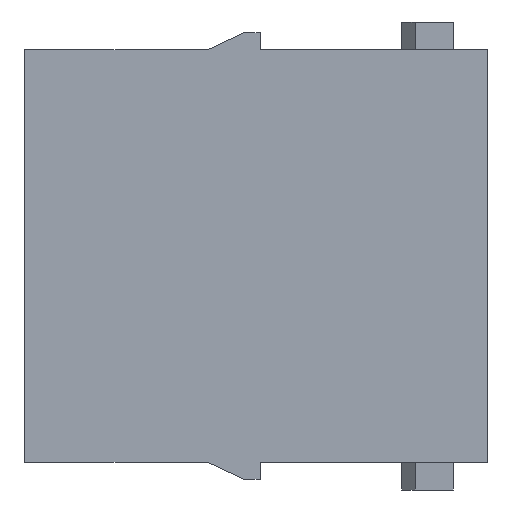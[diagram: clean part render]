
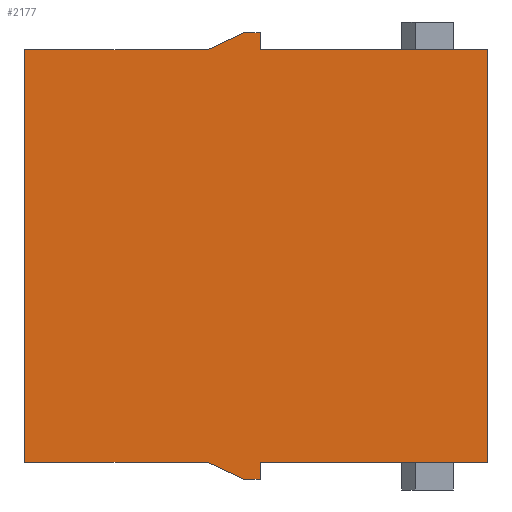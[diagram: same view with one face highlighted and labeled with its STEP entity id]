
A CAD part, left-side view. The second image highlights one B-rep face of the part: STEP entity #2177.
In plain terms, the highlighted planar face has unit normal (-1, 0, 0).
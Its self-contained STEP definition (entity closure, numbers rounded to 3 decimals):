
#2177=ADVANCED_FACE('',(#2877),#2534,.T.);
#2534=PLANE('',#10651);
#2877=FACE_OUTER_BOUND('',#3672,.T.);
#3672=EDGE_LOOP('',(#5889,#5890,#5891,#5892,#5893,#5894,#5895,#5896,#5897,
#5898,#5899,#5900));
#5889=ORIENTED_EDGE('',*,*,#7948,.T.);
#5890=ORIENTED_EDGE('',*,*,#7943,.T.);
#5891=ORIENTED_EDGE('',*,*,#7939,.T.);
#5892=ORIENTED_EDGE('',*,*,#7950,.T.);
#5893=ORIENTED_EDGE('',*,*,#7937,.F.);
#5894=ORIENTED_EDGE('',*,*,#7933,.F.);
#5895=ORIENTED_EDGE('',*,*,#7912,.T.);
#5896=ORIENTED_EDGE('',*,*,#7915,.T.);
#5897=ORIENTED_EDGE('',*,*,#7917,.T.);
#5898=ORIENTED_EDGE('',*,*,#7932,.F.);
#5899=ORIENTED_EDGE('',*,*,#7951,.F.);
#5900=ORIENTED_EDGE('',*,*,#7952,.T.);
#6783=VERTEX_POINT('',#15671);
#6784=VERTEX_POINT('',#15672);
#6785=VERTEX_POINT('',#15677);
#6786=VERTEX_POINT('',#15681);
#6796=VERTEX_POINT('',#15710);
#6797=VERTEX_POINT('',#15713);
#6800=VERTEX_POINT('',#15721);
#6801=VERTEX_POINT('',#15725);
#6802=VERTEX_POINT('',#15726);
#6805=VERTEX_POINT('',#15734);
#6808=VERTEX_POINT('',#15744);
#6809=VERTEX_POINT('',#15749);
#7912=EDGE_CURVE('',#6783,#6784,#8709,.T.);
#7915=EDGE_CURVE('',#6784,#6785,#8712,.T.);
#7917=EDGE_CURVE('',#6785,#6786,#8714,.T.);
#7932=EDGE_CURVE('',#6796,#6786,#8729,.T.);
#7933=EDGE_CURVE('',#6783,#6797,#8730,.T.);
#7937=EDGE_CURVE('',#6797,#6800,#8734,.T.);
#7939=EDGE_CURVE('',#6801,#6802,#8736,.T.);
#7943=EDGE_CURVE('',#6805,#6801,#8740,.T.);
#7948=EDGE_CURVE('',#6808,#6805,#8745,.T.);
#7950=EDGE_CURVE('',#6802,#6800,#8747,.T.);
#7951=EDGE_CURVE('',#6809,#6796,#8748,.T.);
#7952=EDGE_CURVE('',#6809,#6808,#8749,.T.);
#8709=LINE('',#15670,#9506);
#8712=LINE('',#15676,#9509);
#8714=LINE('',#15680,#9511);
#8729=LINE('',#15711,#9526);
#8730=LINE('',#15712,#9527);
#8734=LINE('',#15720,#9531);
#8736=LINE('',#15724,#9533);
#8740=LINE('',#15733,#9537);
#8745=LINE('',#15743,#9542);
#8747=LINE('',#15747,#9544);
#8748=LINE('',#15748,#9545);
#8749=LINE('',#15750,#9546);
#9506=VECTOR('',#13137,1.);
#9509=VECTOR('',#13142,1.);
#9511=VECTOR('',#13146,1.);
#9526=VECTOR('',#13171,1.);
#9527=VECTOR('',#13172,1.);
#9531=VECTOR('',#13178,1.);
#9533=VECTOR('',#13182,1.);
#9537=VECTOR('',#13188,1.);
#9542=VECTOR('',#13197,1.);
#9544=VECTOR('',#13201,1.);
#9545=VECTOR('',#13202,1.);
#9546=VECTOR('',#13203,1.);
#10651=AXIS2_PLACEMENT_3D('',#15751,#13204,#13205);
#13137=DIRECTION('',(0.,0.,1.));
#13142=DIRECTION('',(0.,1.,0.));
#13146=DIRECTION('',(0.,0.906,-0.423));
#13171=DIRECTION('',(0.,-1.,0.));
#13172=DIRECTION('',(0.,-1.,0.));
#13178=DIRECTION('',(0.,0.,-1.));
#13182=DIRECTION('',(0.,0.,1.));
#13188=DIRECTION('',(0.,-1.,0.));
#13197=DIRECTION('',(0.,-0.906,-0.423));
#13201=DIRECTION('',(0.,-1.,0.));
#13202=DIRECTION('',(0.,0.,1.));
#13203=DIRECTION('',(0.,-1.,0.));
#13204=DIRECTION('',(-1.,0.,0.));
#13205=DIRECTION('',(0.,0.,1.));
#15670=CARTESIAN_POINT('',(-7.3,-0.3,15.15));
#15671=CARTESIAN_POINT('',(-7.3,-0.3,15.15));
#15672=CARTESIAN_POINT('',(-7.3,-0.3,16.4));
#15676=CARTESIAN_POINT('',(-7.3,-0.3,16.4));
#15677=CARTESIAN_POINT('',(-7.3,0.9,16.4));
#15680=CARTESIAN_POINT('',(-7.3,0.9,16.4));
#15681=CARTESIAN_POINT('',(-7.3,3.581,15.15));
#15710=CARTESIAN_POINT('',(-7.3,17.,15.15));
#15711=CARTESIAN_POINT('',(-7.3,17.,15.15));
#15712=CARTESIAN_POINT('',(-7.3,-0.3,15.15));
#15713=CARTESIAN_POINT('',(-7.3,-17.,15.15));
#15720=CARTESIAN_POINT('',(-7.3,-17.,15.15));
#15721=CARTESIAN_POINT('',(-7.3,-17.,-15.15));
#15724=CARTESIAN_POINT('',(-7.3,-0.3,-16.4));
#15725=CARTESIAN_POINT('',(-7.3,-0.3,-16.4));
#15726=CARTESIAN_POINT('',(-7.3,-0.3,-15.15));
#15733=CARTESIAN_POINT('',(-7.3,0.9,-16.4));
#15734=CARTESIAN_POINT('',(-7.3,0.9,-16.4));
#15743=CARTESIAN_POINT('',(-7.3,3.581,-15.15));
#15744=CARTESIAN_POINT('',(-7.3,3.581,-15.15));
#15747=CARTESIAN_POINT('',(-7.3,-0.3,-15.15));
#15748=CARTESIAN_POINT('',(-7.3,17.,-15.15));
#15749=CARTESIAN_POINT('',(-7.3,17.,-15.15));
#15750=CARTESIAN_POINT('',(-7.3,17.,-15.15));
#15751=CARTESIAN_POINT('',(-7.3,-17.1,-16.563));
